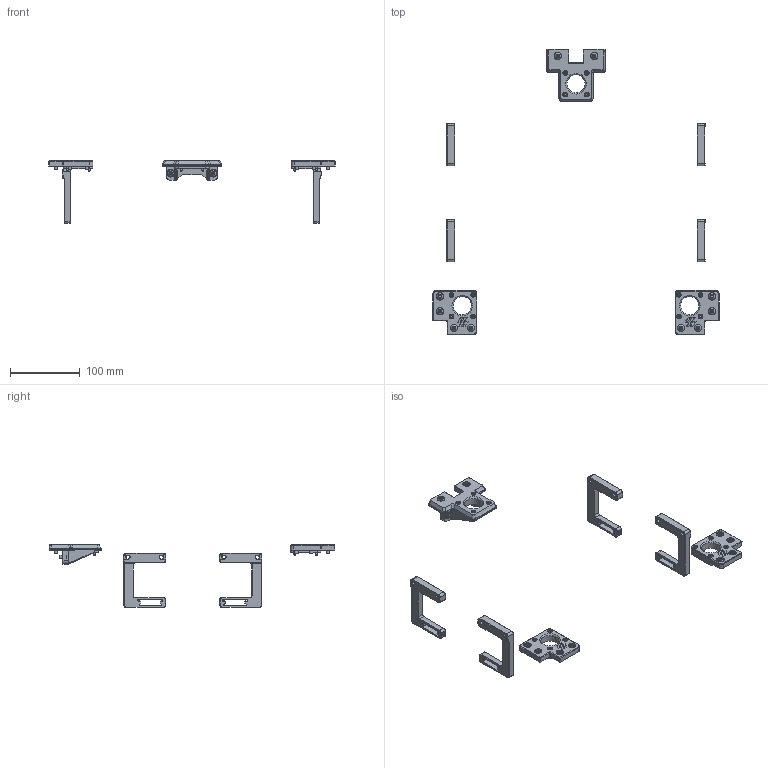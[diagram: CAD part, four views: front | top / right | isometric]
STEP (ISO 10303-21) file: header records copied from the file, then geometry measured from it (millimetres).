
FILE_DESCRIPTION(/* description */ (''),/* implementation_level */ '2;1');
FILE_NAME(/* name */ 'trident inverted electronics - all.step',/* time_stamp */ '2025-04-21T12:22:06-05:00',/* author */ (''),/* organization */ (''),/* preprocessor_version */ 'ST-DEVELOPER v20.1',/* originating_system */ 'Autodesk Translation Framework v14.4.0.0',/* authorisation */ '');
FILE_SCHEMA (('AUTOMOTIVE_DESIGN { 1 0 10303 214 3 1 1 }'));
Length unit declared in the file: millimetre
Products named in the file (31): Trident_r2_Inverted_Electronics; Modified Parts(r2); Inverted_DIN_Mount_x2; Inverted_DIN_Mount(Mirror)_x2; Z_Motor_Mount_Slim_Left; M5x10 BHCS (38); M5x10 BHCS (37); M3x12 SHCS (15); M5x10 BHCS (36); M5x10 BHCS (35); M3x12 SHCS (14); M3x12 SHCS (13); M3x12 SHCS (3); Z_Motor_Mount_Slim_Right; M5x10 BHCS (3); M3x12 SHCS (2); M3x12 SHCS (26); M3x12 SHCS (25); M3x12 SHCS (24); M5x10 BHCS (46); M5x10 BHCS (45); M5x10 BHCS (44); Z_Motor_Mount_Slim_Rear; M5x10 BHCS (43); M3x12 SHCS (23); M3x12 SHCS (22); M3x12 SHCS (21); M3x12 SHCS (20); M5x10 BHCS (42); M5x10 BHCS (41); M5x10 BHCS (40)
Assembly tree (30 placements, depth 4):
  Trident_r2_Inverted_Electronics
    Modified Parts(r2)
      Inverted_DIN_Mount_x2
      Inverted_DIN_Mount(Mirror)_x2
      Z_Motor_Mount_Slim_Left
        M5x10 BHCS (38)
        M5x10 BHCS (37)
        M3x12 SHCS (15)
        M5x10 BHCS (36)
        M5x10 BHCS (35)
        M3x12 SHCS (14)
        M3x12 SHCS (13)
        M3x12 SHCS (3)
      Z_Motor_Mount_Slim_Right
        M5x10 BHCS (3)
        M3x12 SHCS (2)
        M3x12 SHCS (26)
        M3x12 SHCS (25)
        M3x12 SHCS (24)
        M5x10 BHCS (46)
        M5x10 BHCS (45)
        M5x10 BHCS (44)
      Z_Motor_Mount_Slim_Rear
        M5x10 BHCS (43)
        M3x12 SHCS (23)
        M3x12 SHCS (22)
        M3x12 SHCS (21)
        M3x12 SHCS (20)
        M5x10 BHCS (42)
        M5x10 BHCS (41)
        M5x10 BHCS (40)
Bounding box: 410.2 x 410.1 x 90 mm (x, y, z)
Volume: 186075.7 mm3; surface area: 79178.1 mm2
Topology: 31 solids, 31 shells, 1683 faces, 3841 edges, 2274 vertices
Faces by surface type: plane 978, cone 389, cylinder 270, bspline 30, sphere 14, torus 2
Full cylindrical faces by diameter (mm): 3 x12, 3.2 x4, 3.5 x12, 4.7 x4, 5 x12, 5.4 x20, 5.5 x12, 6 x12, 9.5 x12, 10 x10, 11 x2, 26 x3
Entity records: 48427 total; most frequent: CARTESIAN_POINT 9611, DIRECTION 8193, ORIENTED_EDGE 7674, EDGE_CURVE 3837, AXIS2_PLACEMENT_3D 2890, LINE 2413, VECTOR 2413, VERTEX_POINT 2274
